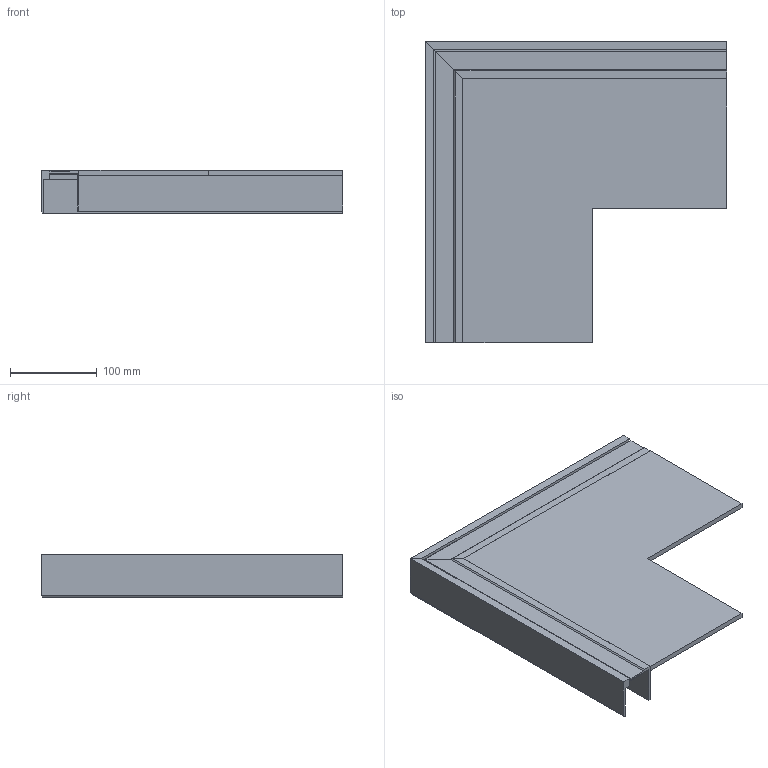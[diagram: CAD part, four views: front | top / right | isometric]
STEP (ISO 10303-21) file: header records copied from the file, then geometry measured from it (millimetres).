
FILE_DESCRIPTION((''),'2;1');
FILE_NAME('BKB200542W3_ASM','2022-12-05T10:46:47',('hollstem'),(''),'CREO PARAMETRIC BY PTC INC, 2022024','CREO PARAMETRIC BY PTC INC, 2022024','');
FILE_SCHEMA(('AUTOMOTIVE_DESIGN { 1 0 10303 214 1 1 1 1 }'));
Length unit declared in the file: millimetre
Products named in the file (8): T-01405_W; T-01282; T-01281; T-01273; T-01272_ASM; T-01276; T-01275_ASM; BKB200542W3_ASM
Assembly tree (7 placements, depth 3):
  BKB200542W3_ASM
    T-01405_W
    T-01282
    T-01281
    T-01272_ASM
      T-01273
    T-01275_ASM
      T-01276
Bounding box: 347.5 x 347.5 x 50 mm (x, y, z)
Volume: 668063.9 mm3; surface area: 351136.9 mm2
Topology: 5 solids, 5 shells, 54 faces, 132 edges, 88 vertices
Faces by surface type: plane 54
Entity records: 7041 total; most frequent: DIRECTION 733, CARTESIAN_POINT 622, PROPERTY_DEFINITION 533, REPRESENTATION 528, PROPERTY_DEFINITION_REPRESENTATION 528, GENERAL_PROPERTY 453, GENERAL_PROPERTY_ASSOCIATION 453, DESCRIPTIVE_REPRESENTATION_ITEM 449
